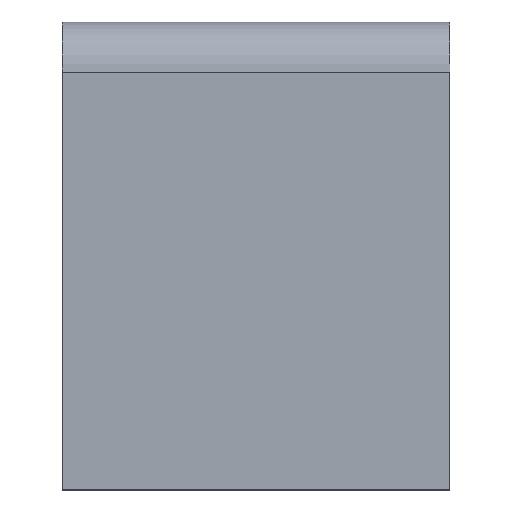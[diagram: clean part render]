
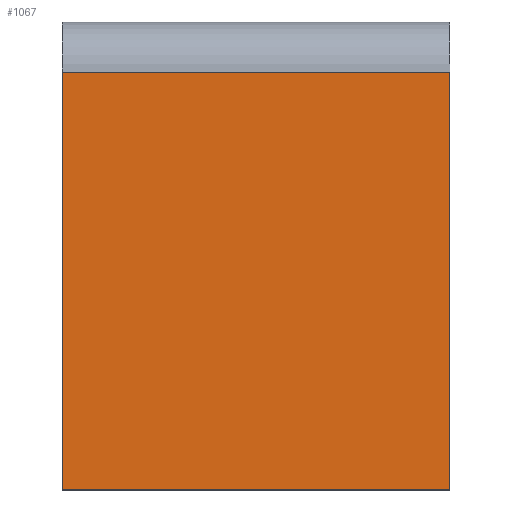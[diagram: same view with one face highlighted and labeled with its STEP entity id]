
A CAD part, left-side view. The second image highlights one B-rep face of the part: STEP entity #1067.
In plain terms, the highlighted planar face has unit normal (-1, 0, 0).
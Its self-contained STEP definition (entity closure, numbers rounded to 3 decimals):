
#101=FACE_OUTER_BOUND('',#173,.T.);
#173=EDGE_LOOP('',(#830,#831,#832,#833));
#295=LINE('',#1675,#411);
#297=LINE('',#1681,#413);
#300=LINE('',#1687,#416);
#301=LINE('',#1688,#417);
#411=VECTOR('',#1342,10.);
#413=VECTOR('',#1348,10.);
#416=VECTOR('',#1353,10.);
#417=VECTOR('',#1354,10.);
#508=VERTEX_POINT('',#1672);
#509=VERTEX_POINT('',#1674);
#511=VERTEX_POINT('',#1680);
#513=VERTEX_POINT('',#1686);
#623=EDGE_CURVE('',#508,#509,#295,.T.);
#626=EDGE_CURVE('',#508,#511,#297,.T.);
#629=EDGE_CURVE('',#511,#513,#300,.T.);
#630=EDGE_CURVE('',#513,#509,#301,.T.);
#830=ORIENTED_EDGE('',*,*,#626,.T.);
#831=ORIENTED_EDGE('',*,*,#629,.T.);
#832=ORIENTED_EDGE('',*,*,#630,.T.);
#833=ORIENTED_EDGE('',*,*,#623,.F.);
#1013=PLANE('',#1151);
#1067=ADVANCED_FACE('',(#101),#1013,.T.);
#1151=AXIS2_PLACEMENT_3D('',#1685,#1351,#1352);
#1342=DIRECTION('',(0.,0.,1.));
#1348=DIRECTION('',(0.,-1.,0.));
#1351=DIRECTION('center_axis',(-1.,0.,0.));
#1352=DIRECTION('ref_axis',(0.,0.,1.));
#1353=DIRECTION('',(0.,0.,1.));
#1354=DIRECTION('',(0.,1.,0.));
#1672=CARTESIAN_POINT('',(-4.887,465.,50.584));
#1674=CARTESIAN_POINT('',(-4.887,465.,174.584));
#1675=CARTESIAN_POINT('',(-4.887,465.,126.975));
#1680=CARTESIAN_POINT('',(-4.887,350.,50.584));
#1681=CARTESIAN_POINT('',(-4.887,375.4,50.584));
#1685=CARTESIAN_POINT('Origin',(-4.887,400.8,59.584));
#1686=CARTESIAN_POINT('',(-4.887,350.,174.584));
#1687=CARTESIAN_POINT('',(-4.887,350.,-55.416));
#1688=CARTESIAN_POINT('',(-4.887,350.,174.584));
